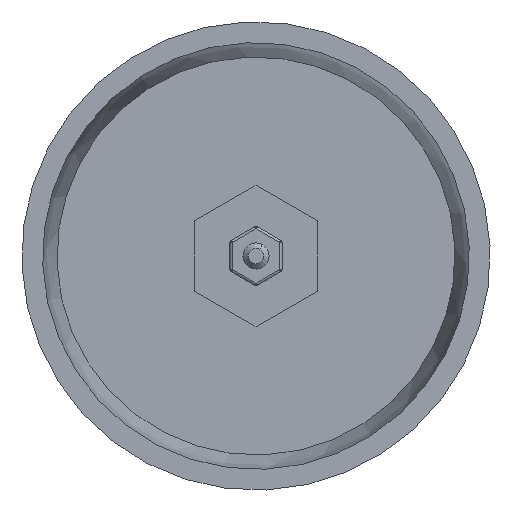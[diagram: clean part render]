
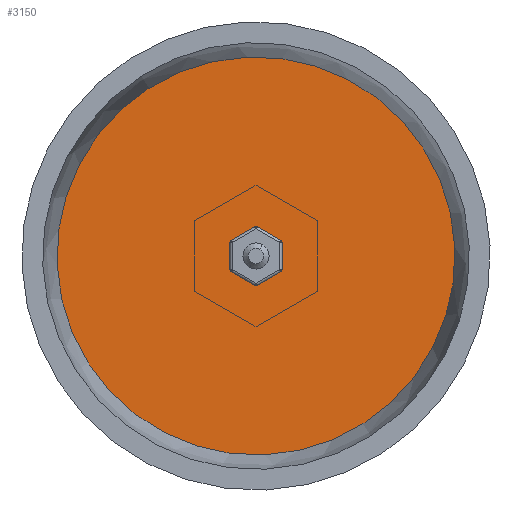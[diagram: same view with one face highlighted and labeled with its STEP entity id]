
A CAD part, front view. The second image highlights one B-rep face of the part: STEP entity #3150.
In plain terms, the highlighted face is planar.
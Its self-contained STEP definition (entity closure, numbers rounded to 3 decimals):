
#136 = DIRECTION ( 'NONE',  ( 0., 1., 0. ) ) ;
#172 = CARTESIAN_POINT ( 'NONE',  ( 0., -14.8, 0. ) ) ;
#284 = CIRCLE ( 'NONE', #2418, 2.5 ) ;
#366 = DIRECTION ( 'NONE',  ( 1., 0., 0. ) ) ;
#373 = ORIENTED_EDGE ( 'NONE', *, *, #1312, .T. ) ;
#383 = CARTESIAN_POINT ( 'NONE',  ( 0., -14.8, 0. ) ) ;
#402 = EDGE_CURVE ( 'NONE', #3013, #2612, #2279, .T. ) ;
#564 = CARTESIAN_POINT ( 'NONE',  ( 2.5, -14.8, 0. ) ) ;
#720 = DIRECTION ( 'NONE',  ( 1., 0., 0. ) ) ;
#737 = FACE_BOUND ( 'NONE', #1806, .T. ) ;
#973 = DIRECTION ( 'NONE',  ( 0., -1., 0. ) ) ;
#990 = CARTESIAN_POINT ( 'NONE',  ( -38.236, -14.8, 0. ) ) ;
#1166 = DIRECTION ( 'NONE',  ( 0., -1., 0. ) ) ;
#1231 = FACE_OUTER_BOUND ( 'NONE', #2065, .T. ) ;
#1312 = EDGE_CURVE ( 'NONE', #2612, #3013, #284, .T. ) ;
#1403 = ORIENTED_EDGE ( 'NONE', *, *, #2992, .T. ) ;
#1446 = CIRCLE ( 'NONE', #3007, 38.236 ) ;
#1541 = PLANE ( 'NONE',  #2253 ) ;
#1681 = CARTESIAN_POINT ( 'NONE',  ( -2.5, -14.8, 0. ) ) ;
#1806 = EDGE_LOOP ( 'NONE', ( #1983, #373 ) ) ;
#1849 = CARTESIAN_POINT ( 'NONE',  ( 0., -14.8, 0. ) ) ;
#1983 = ORIENTED_EDGE ( 'NONE', *, *, #402, .T. ) ;
#2065 = EDGE_LOOP ( 'NONE', ( #3224, #1403 ) ) ;
#2108 = DIRECTION ( 'NONE',  ( 0., 1., 0. ) ) ;
#2175 = DIRECTION ( 'NONE',  ( 1., 0., 0. ) ) ;
#2204 = DIRECTION ( 'NONE',  ( 1., 0., 0. ) ) ;
#2253 = AXIS2_PLACEMENT_3D ( 'NONE', #3287, #973, #720 ) ;
#2279 = CIRCLE ( 'NONE', #2763, 2.5 ) ;
#2376 = VERTEX_POINT ( 'NONE', #2796 ) ;
#2418 = AXIS2_PLACEMENT_3D ( 'NONE', #172, #1166, #2204 ) ;
#2612 = VERTEX_POINT ( 'NONE', #1681 ) ;
#2636 = AXIS2_PLACEMENT_3D ( 'NONE', #383, #136, #2175 ) ;
#2740 = DIRECTION ( 'NONE',  ( 0., -1., 0. ) ) ;
#2763 = AXIS2_PLACEMENT_3D ( 'NONE', #2773, #2740, #3219 ) ;
#2773 = CARTESIAN_POINT ( 'NONE',  ( 0., -14.8, 0. ) ) ;
#2794 = CIRCLE ( 'NONE', #2636, 38.236 ) ;
#2796 = CARTESIAN_POINT ( 'NONE',  ( 38.236, -14.8, 0. ) ) ;
#2992 = EDGE_CURVE ( 'NONE', #3118, #2376, #1446, .T. ) ;
#3007 = AXIS2_PLACEMENT_3D ( 'NONE', #1849, #2108, #366 ) ;
#3013 = VERTEX_POINT ( 'NONE', #564 ) ;
#3105 = EDGE_CURVE ( 'NONE', #2376, #3118, #2794, .T. ) ;
#3118 = VERTEX_POINT ( 'NONE', #990 ) ;
#3150 = ADVANCED_FACE ( 'NONE', ( #737, #1231 ), #1541, .F. ) ;
#3219 = DIRECTION ( 'NONE',  ( 1., 0., 0. ) ) ;
#3224 = ORIENTED_EDGE ( 'NONE', *, *, #3105, .T. ) ;
#3287 = CARTESIAN_POINT ( 'NONE',  ( 0., -14.8, 0. ) ) ;
